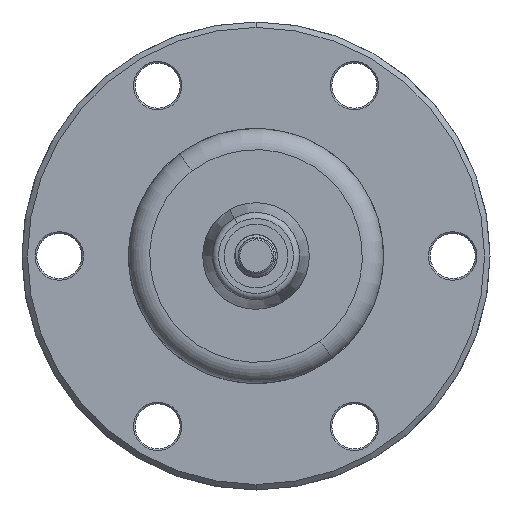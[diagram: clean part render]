
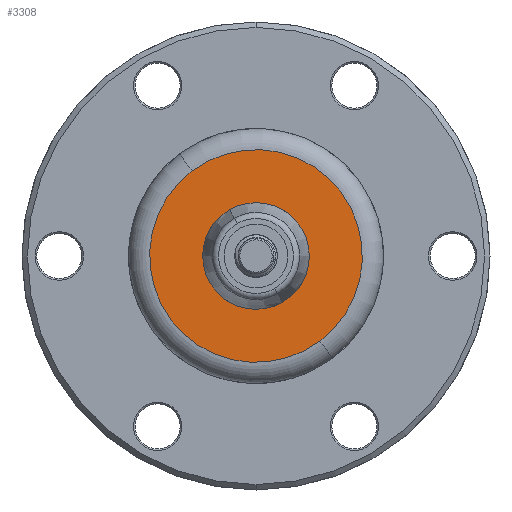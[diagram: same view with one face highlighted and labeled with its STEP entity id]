
A CAD part, front view. The second image highlights one B-rep face of the part: STEP entity #3308.
In plain terms, the highlighted planar face has unit normal (0, -1, 0).
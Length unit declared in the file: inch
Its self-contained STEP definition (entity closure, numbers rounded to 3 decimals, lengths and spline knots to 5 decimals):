
#138 = CIRCLE ( 'NONE', #1916, 0.3125 ) ;
#277 = AXIS2_PLACEMENT_3D ( 'NONE', #5440, #1210, #1133 ) ;
#380 = CARTESIAN_POINT ( 'NONE',  ( 0., -3.254, 0. ) ) ;
#625 = EDGE_CURVE ( 'NONE', #2487, #3236, #2667, .T. ) ;
#923 = ORIENTED_EDGE ( 'NONE', *, *, #625, .T. ) ;
#943 = CARTESIAN_POINT ( 'NONE',  ( 0.37511, -3.254, -0.49992 ) ) ;
#1133 = DIRECTION ( 'NONE',  ( -0.6, 0., 0.8 ) ) ;
#1139 = CARTESIAN_POINT ( 'NONE',  ( 0., -3.254, 0. ) ) ;
#1154 = VERTEX_POINT ( 'NONE', #4019 ) ;
#1180 = FACE_BOUND ( 'NONE', #3665, .T. ) ;
#1210 = DIRECTION ( 'NONE',  ( 0., -1., 0. ) ) ;
#1225 = EDGE_CURVE ( 'NONE', #3162, #1154, #4052, .T. ) ;
#1529 = ORIENTED_EDGE ( 'NONE', *, *, #7494, .T. ) ;
#1703 = DIRECTION ( 'NONE',  ( 0., 1., 0. ) ) ;
#1898 = DIRECTION ( 'NONE',  ( -0.6, 0., 0.8 ) ) ;
#1916 = AXIS2_PLACEMENT_3D ( 'NONE', #380, #2790, #5203 ) ;
#2311 = AXIS2_PLACEMENT_3D ( 'NONE', #6868, #5244, #4975 ) ;
#2350 = EDGE_LOOP ( 'NONE', ( #923, #1529 ) ) ;
#2487 = VERTEX_POINT ( 'NONE', #2606 ) ;
#2606 = CARTESIAN_POINT ( 'NONE',  ( -0.37511, -3.254, 0.49992 ) ) ;
#2667 = CIRCLE ( 'NONE', #277, 0.625 ) ;
#2790 = DIRECTION ( 'NONE',  ( 0., -1., 0. ) ) ;
#3162 = VERTEX_POINT ( 'NONE', #5531 ) ;
#3236 = VERTEX_POINT ( 'NONE', #943 ) ;
#3258 = CIRCLE ( 'NONE', #4509, 0.625 ) ;
#3308 = ADVANCED_FACE ( 'NONE', ( #1180, #6481 ), #4121, .F. ) ;
#3538 = DIRECTION ( 'NONE',  ( 0., -1., 0. ) ) ;
#3573 = CARTESIAN_POINT ( 'NONE',  ( 0.18756, -3.254, -0.24996 ) ) ;
#3665 = EDGE_LOOP ( 'NONE', ( #7727, #5259 ) ) ;
#4019 = CARTESIAN_POINT ( 'NONE',  ( 0.18756, -3.254, -0.24996 ) ) ;
#4052 = CIRCLE ( 'NONE', #2311, 0.3125 ) ;
#4121 = PLANE ( 'NONE',  #4357 ) ;
#4357 = AXIS2_PLACEMENT_3D ( 'NONE', #3573, #1703, #7132 ) ;
#4509 = AXIS2_PLACEMENT_3D ( 'NONE', #1139, #3538, #1898 ) ;
#4975 = DIRECTION ( 'NONE',  ( -0.6, 0., 0.8 ) ) ;
#5048 = EDGE_CURVE ( 'NONE', #1154, #3162, #138, .T. ) ;
#5203 = DIRECTION ( 'NONE',  ( -0.6, 0., 0.8 ) ) ;
#5244 = DIRECTION ( 'NONE',  ( 0., -1., 0. ) ) ;
#5259 = ORIENTED_EDGE ( 'NONE', *, *, #5048, .F. ) ;
#5440 = CARTESIAN_POINT ( 'NONE',  ( 0., -3.254, 0. ) ) ;
#5531 = CARTESIAN_POINT ( 'NONE',  ( -0.18756, -3.254, 0.24996 ) ) ;
#6481 = FACE_OUTER_BOUND ( 'NONE', #2350, .T. ) ;
#6868 = CARTESIAN_POINT ( 'NONE',  ( 0., -3.254, 0. ) ) ;
#7132 = DIRECTION ( 'NONE',  ( 0.6, 0., -0.8 ) ) ;
#7494 = EDGE_CURVE ( 'NONE', #3236, #2487, #3258, .T. ) ;
#7727 = ORIENTED_EDGE ( 'NONE', *, *, #1225, .F. ) ;
